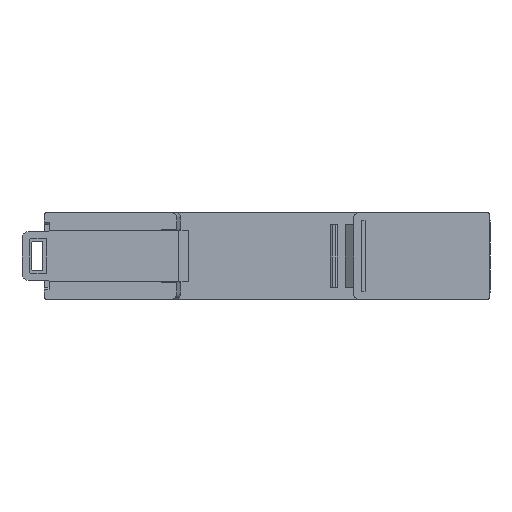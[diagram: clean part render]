
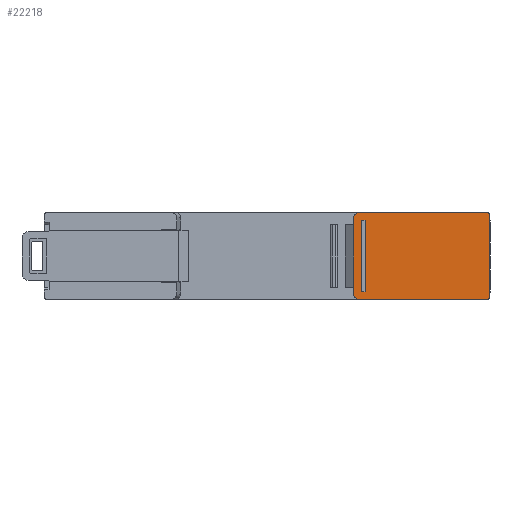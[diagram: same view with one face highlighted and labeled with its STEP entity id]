
A CAD part, front view. The second image highlights one B-rep face of the part: STEP entity #22218.
In plain terms, the highlighted planar face has unit normal (0, -1, 0).
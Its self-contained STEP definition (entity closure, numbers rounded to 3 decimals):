
#316 = ORIENTED_EDGE ( 'NONE', *, *, #19585, .F. ) ;
#393 = DIRECTION ( 'NONE',  ( 1., 0., 0. ) ) ;
#740 = FACE_OUTER_BOUND ( 'NONE', #11882, .T. ) ;
#822 = VECTOR ( 'NONE', #24101, 1000. ) ;
#881 = ORIENTED_EDGE ( 'NONE', *, *, #21265, .F. ) ;
#891 = ORIENTED_EDGE ( 'NONE', *, *, #17920, .F. ) ;
#1190 = VERTEX_POINT ( 'NONE', #22498 ) ;
#1205 = VERTEX_POINT ( 'NONE', #12758 ) ;
#1256 = CARTESIAN_POINT ( 'NONE',  ( 46.086, -27.284, 2.4 ) ) ;
#1725 = VERTEX_POINT ( 'NONE', #15057 ) ;
#1939 = DIRECTION ( 'NONE',  ( 1., 0., 0. ) ) ;
#2190 = CIRCLE ( 'NONE', #16037, 0.5 ) ;
#2308 = CARTESIAN_POINT ( 'NONE',  ( 47.586, -27.284, 2.4 ) ) ;
#2405 = EDGE_CURVE ( 'NONE', #18396, #1725, #12001, .T. ) ;
#2517 = DIRECTION ( 'NONE',  ( 0., -1., 0. ) ) ;
#2681 = VECTOR ( 'NONE', #23639, 1000. ) ;
#3043 = EDGE_LOOP ( 'NONE', ( #16574, #5089, #881, #20747 ) ) ;
#3313 = DIRECTION ( 'NONE',  ( 0., 0., 1. ) ) ;
#3392 = EDGE_CURVE ( 'NONE', #1725, #11981, #2190, .T. ) ;
#3605 = VECTOR ( 'NONE', #10850, 1000. ) ;
#4289 = VECTOR ( 'NONE', #18230, 1000. ) ;
#4345 = DIRECTION ( 'NONE',  ( 0., -1., 0. ) ) ;
#4353 = AXIS2_PLACEMENT_3D ( 'NONE', #6385, #4345, #393 ) ;
#4784 = CARTESIAN_POINT ( 'NONE',  ( 46.086, -27.284, 15.1 ) ) ;
#4866 = CARTESIAN_POINT ( 'NONE',  ( 48.396, -27.284, 1.5 ) ) ;
#4881 = ORIENTED_EDGE ( 'NONE', *, *, #2405, .T. ) ;
#4969 = CARTESIAN_POINT ( 'NONE',  ( 46.086, -27.284, -90.599 ) ) ;
#5089 = ORIENTED_EDGE ( 'NONE', *, *, #11751, .F. ) ;
#5693 = ORIENTED_EDGE ( 'NONE', *, *, #12062, .F. ) ;
#6385 = CARTESIAN_POINT ( 'NONE',  ( 47.086, -27.284, 1. ) ) ;
#6724 = DIRECTION ( 'NONE',  ( 0., 0., 1. ) ) ;
#6790 = DIRECTION ( 'NONE',  ( 0., -1., 0. ) ) ;
#7278 = DIRECTION ( 'NONE',  ( 1., 0., 0. ) ) ;
#7479 = ORIENTED_EDGE ( 'NONE', *, *, #18668, .T. ) ;
#7740 = CARTESIAN_POINT ( 'NONE',  ( 48.396, -27.284, 16. ) ) ;
#8035 = CIRCLE ( 'NONE', #19842, 0.5 ) ;
#8201 = EDGE_CURVE ( 'NONE', #16607, #17204, #11064, .T. ) ;
#8505 = VECTOR ( 'NONE', #7278, 1000. ) ;
#8531 = CARTESIAN_POINT ( 'NONE',  ( 48.396, -27.284, -110.32 ) ) ;
#8542 = EDGE_CURVE ( 'NONE', #11119, #18396, #8035, .T. ) ;
#8796 = CARTESIAN_POINT ( 'NONE',  ( 73.236, -27.284, 17.5 ) ) ;
#8846 = CIRCLE ( 'NONE', #4353, 1. ) ;
#9170 = CARTESIAN_POINT ( 'NONE',  ( 47.086, -27.284, 0. ) ) ;
#9311 = DIRECTION ( 'NONE',  ( -1., 0., 0. ) ) ;
#10465 = CARTESIAN_POINT ( 'NONE',  ( 46.086, -27.284, -90.599 ) ) ;
#10595 = LINE ( 'NONE', #10465, #4289 ) ;
#10785 = CARTESIAN_POINT ( 'NONE',  ( 73.236, -27.284, 0. ) ) ;
#10845 = VECTOR ( 'NONE', #9311, 1000. ) ;
#10850 = DIRECTION ( 'NONE',  ( 0., 0., 1. ) ) ;
#10973 = LINE ( 'NONE', #4969, #21551 ) ;
#11064 = LINE ( 'NONE', #16375, #11327 ) ;
#11119 = VERTEX_POINT ( 'NONE', #10785 ) ;
#11327 = VECTOR ( 'NONE', #6724, 1000. ) ;
#11351 = CARTESIAN_POINT ( 'NONE',  ( 48.396, -27.284, 17.5 ) ) ;
#11606 = EDGE_CURVE ( 'NONE', #1205, #17204, #22399, .T. ) ;
#11751 = EDGE_CURVE ( 'NONE', #22716, #24935, #22596, .T. ) ;
#11882 = EDGE_LOOP ( 'NONE', ( #7479, #22470, #24240, #4881, #24444, #5693, #19036, #15462, #316, #891 ) ) ;
#11981 = VERTEX_POINT ( 'NONE', #8796 ) ;
#12001 = LINE ( 'NONE', #14281, #822 ) ;
#12062 = EDGE_CURVE ( 'NONE', #1205, #11981, #20654, .T. ) ;
#12347 = EDGE_CURVE ( 'NONE', #20753, #1190, #15709, .T. ) ;
#12758 = CARTESIAN_POINT ( 'NONE',  ( 47.086, -27.284, 17.5 ) ) ;
#13224 = CARTESIAN_POINT ( 'NONE',  ( 47.586, -27.284, 16. ) ) ;
#13695 = AXIS2_PLACEMENT_3D ( 'NONE', #8531, #2517, #17951 ) ;
#14077 = EDGE_CURVE ( 'NONE', #24935, #20753, #16978, .T. ) ;
#14281 = CARTESIAN_POINT ( 'NONE',  ( 73.736, -27.284, -90.599 ) ) ;
#14317 = DIRECTION ( 'NONE',  ( 0., -1., 0. ) ) ;
#14483 = FACE_BOUND ( 'NONE', #3043, .T. ) ;
#14682 = DIRECTION ( 'NONE',  ( 1., 0., 0. ) ) ;
#14967 = VECTOR ( 'NONE', #18524, 1000. ) ;
#15057 = CARTESIAN_POINT ( 'NONE',  ( 73.736, -27.284, 17. ) ) ;
#15462 = ORIENTED_EDGE ( 'NONE', *, *, #8201, .F. ) ;
#15523 = CARTESIAN_POINT ( 'NONE',  ( 73.736, -27.284, 0.5 ) ) ;
#15709 = LINE ( 'NONE', #2308, #2681 ) ;
#16037 = AXIS2_PLACEMENT_3D ( 'NONE', #20193, #14317, #16344 ) ;
#16344 = DIRECTION ( 'NONE',  ( 1., 0., 0. ) ) ;
#16375 = CARTESIAN_POINT ( 'NONE',  ( 46.086, -27.284, 15.1 ) ) ;
#16574 = ORIENTED_EDGE ( 'NONE', *, *, #14077, .F. ) ;
#16607 = VERTEX_POINT ( 'NONE', #4784 ) ;
#16663 = LINE ( 'NONE', #18853, #10845 ) ;
#16789 = CARTESIAN_POINT ( 'NONE',  ( 46.086, -27.284, 1. ) ) ;
#16978 = LINE ( 'NONE', #24512, #14967 ) ;
#17204 = VERTEX_POINT ( 'NONE', #20142 ) ;
#17283 = VERTEX_POINT ( 'NONE', #9170 ) ;
#17514 = CARTESIAN_POINT ( 'NONE',  ( 73.236, -27.284, 0.5 ) ) ;
#17920 = EDGE_CURVE ( 'NONE', #23821, #23053, #10595, .T. ) ;
#17951 = DIRECTION ( 'NONE',  ( 1., 0., 0. ) ) ;
#18230 = DIRECTION ( 'NONE',  ( 0., 0., 1. ) ) ;
#18396 = VERTEX_POINT ( 'NONE', #15523 ) ;
#18524 = DIRECTION ( 'NONE',  ( -1., 0., 0. ) ) ;
#18668 = EDGE_CURVE ( 'NONE', #23821, #17283, #8846, .T. ) ;
#18853 = CARTESIAN_POINT ( 'NONE',  ( 48.396, -27.284, 0. ) ) ;
#19036 = ORIENTED_EDGE ( 'NONE', *, *, #11606, .T. ) ;
#19585 = EDGE_CURVE ( 'NONE', #23053, #16607, #10973, .T. ) ;
#19842 = AXIS2_PLACEMENT_3D ( 'NONE', #17514, #21244, #1939 ) ;
#19878 = PLANE ( 'NONE',  #13695 ) ;
#20142 = CARTESIAN_POINT ( 'NONE',  ( 46.086, -27.284, 16.5 ) ) ;
#20183 = LINE ( 'NONE', #22252, #21679 ) ;
#20193 = CARTESIAN_POINT ( 'NONE',  ( 73.236, -27.284, 17. ) ) ;
#20567 = DIRECTION ( 'NONE',  ( 1., 0., 0. ) ) ;
#20654 = LINE ( 'NONE', #11351, #8505 ) ;
#20747 = ORIENTED_EDGE ( 'NONE', *, *, #12347, .F. ) ;
#20753 = VERTEX_POINT ( 'NONE', #13224 ) ;
#21244 = DIRECTION ( 'NONE',  ( 0., -1., 0. ) ) ;
#21265 = EDGE_CURVE ( 'NONE', #1190, #22716, #20183, .T. ) ;
#21551 = VECTOR ( 'NONE', #3313, 1000. ) ;
#21679 = VECTOR ( 'NONE', #20567, 1000. ) ;
#22117 = CARTESIAN_POINT ( 'NONE',  ( 47.086, -27.284, 16.5 ) ) ;
#22218 = ADVANCED_FACE ( 'NONE', ( #740, #14483 ), #19878, .T. ) ;
#22252 = CARTESIAN_POINT ( 'NONE',  ( 47.586, -27.284, 1.5 ) ) ;
#22264 = EDGE_CURVE ( 'NONE', #11119, #17283, #16663, .T. ) ;
#22399 = CIRCLE ( 'NONE', #24809, 1. ) ;
#22470 = ORIENTED_EDGE ( 'NONE', *, *, #22264, .F. ) ;
#22498 = CARTESIAN_POINT ( 'NONE',  ( 47.586, -27.284, 1.5 ) ) ;
#22596 = LINE ( 'NONE', #24996, #3605 ) ;
#22716 = VERTEX_POINT ( 'NONE', #4866 ) ;
#23053 = VERTEX_POINT ( 'NONE', #1256 ) ;
#23639 = DIRECTION ( 'NONE',  ( 0., 0., -1. ) ) ;
#23821 = VERTEX_POINT ( 'NONE', #16789 ) ;
#24101 = DIRECTION ( 'NONE',  ( 0., 0., 1. ) ) ;
#24240 = ORIENTED_EDGE ( 'NONE', *, *, #8542, .T. ) ;
#24444 = ORIENTED_EDGE ( 'NONE', *, *, #3392, .T. ) ;
#24512 = CARTESIAN_POINT ( 'NONE',  ( 50.936, -27.284, 16. ) ) ;
#24809 = AXIS2_PLACEMENT_3D ( 'NONE', #22117, #6790, #14682 ) ;
#24935 = VERTEX_POINT ( 'NONE', #7740 ) ;
#24996 = CARTESIAN_POINT ( 'NONE',  ( 48.396, -27.284, -110.32 ) ) ;
